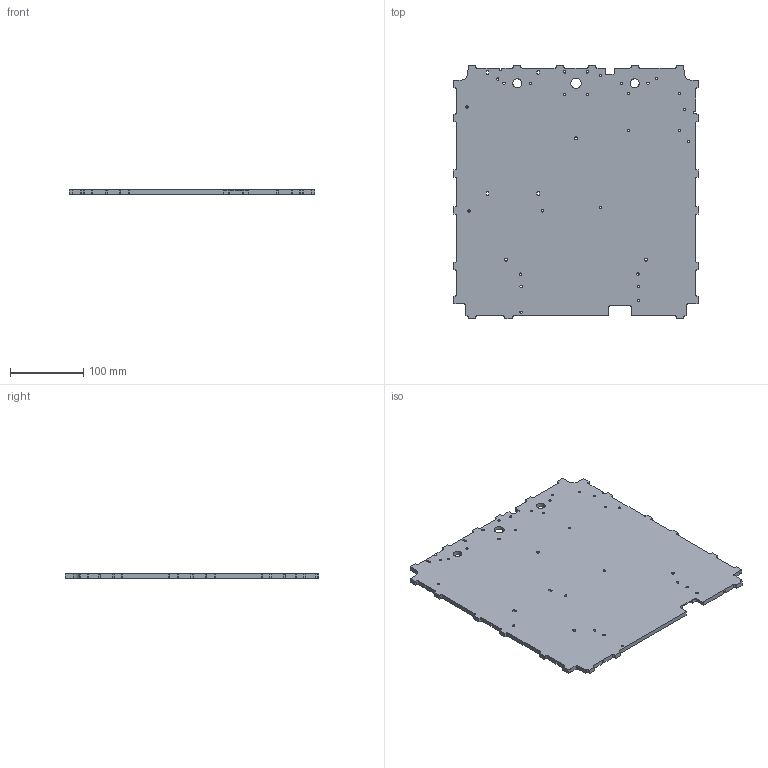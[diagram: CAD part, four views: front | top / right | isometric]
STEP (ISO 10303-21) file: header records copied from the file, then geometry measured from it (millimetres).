
FILE_DESCRIPTION (( 'STEP AP214' ), '1' );
FILE_NAME ('1234-F.STEP', '2015-09-01T11:45:05', ( '' ), ( '' ), 'SwSTEP 2.0', 'SolidWorks 2015', '' );
FILE_SCHEMA (( 'AUTOMOTIVE_DESIGN' ));
Length unit declared in the file: millimetre
Products named in the file (1): 1234-F
Bounding box: 334.2 x 345.6 x 6 mm (x, y, z)
Volume: 648455.7 mm3; surface area: 231479 mm2
Topology: 1 solids, 1 shells, 393 faces, 1149 edges, 766 vertices
Faces by surface type: plane 221, cylinder 172
Entity records: 13269 total; most frequent: CARTESIAN_POINT 2309, ORIENTED_EDGE 2298, DIRECTION 2281, EDGE_CURVE 1149, VECTOR 805, LINE 805, VERTEX_POINT 766, AXIS2_PLACEMENT_3D 738
